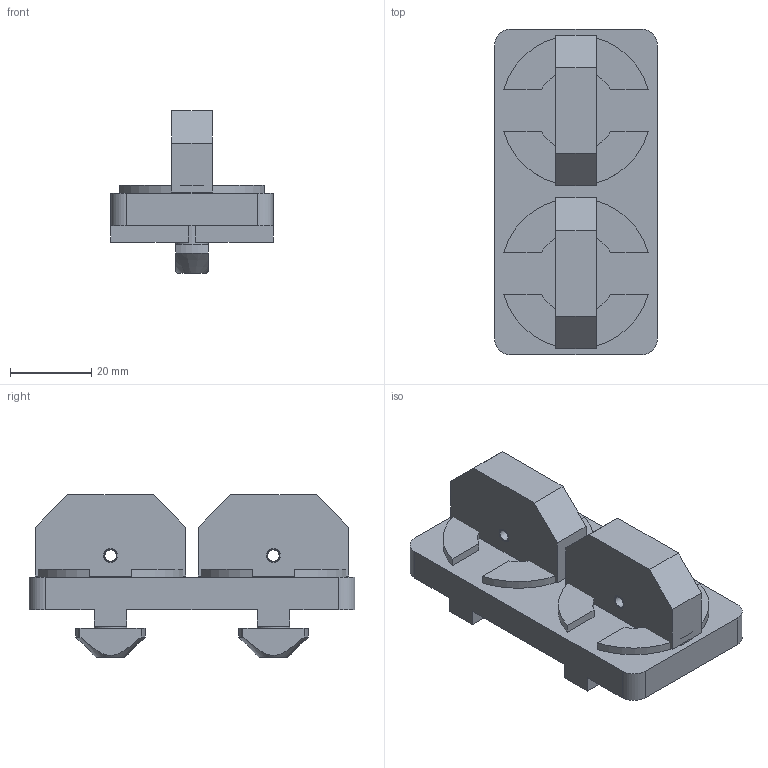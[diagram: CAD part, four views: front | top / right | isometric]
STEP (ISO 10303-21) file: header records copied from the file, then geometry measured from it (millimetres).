
FILE_DESCRIPTION(('STEP AP214'),'1');
FILE_NAME('le KH 8 80x40 Ral4010.stp','2025-07-22T07:56:43',(' '),(' '),'Spatial InterOp 3D',' ',' ');
FILE_SCHEMA(('AUTOMOTIVE_DESIGN { 1 0 10303 214 1 1 1 1 }'));
Length unit declared in the file: millimetre
Products named in the file (5): FIXE00E2346 - Bride de fixation Double parallèle KH 8 80x40 Ral4010; Goupille élastique mince 3 - 10; FIXE00E3927 - Lardon de serrage; FIXE00E2314 - Bouton de manoeuvre; FIXE00E4249 - Plaque de fixation parallèle
Assembly tree (7 placements, depth 2):
  FIXE00E2346 - Bride de fixation Double parallèle KH 8 80x40 Ral4010
    Goupille élastique mince 3 - 10  x2
    FIXE00E3927 - Lardon de serrage  x2
    FIXE00E2314 - Bouton de manoeuvre  x2
    FIXE00E4249 - Plaque de fixation parallèle
Bounding box: 40 x 80 x 40 mm (x, y, z)
Volume: 35721.5 mm3; surface area: 20352.5 mm2
Topology: 7 solids, 7 shells, 166 faces, 432 edges, 284 vertices
Faces by surface type: plane 114, cylinder 42, cone 10
Full cylindrical faces by diameter (mm): 3 x6, 8 x2, 8.2 x2
Entity records: 5946 total; most frequent: CARTESIAN_POINT 782, DIRECTION 680, ORIENTED_EDGE 666, EDGE_CURVE 333, LINE 238, VECTOR 238, VERTEX_POINT 223, AXIS2_PLACEMENT_3D 221
